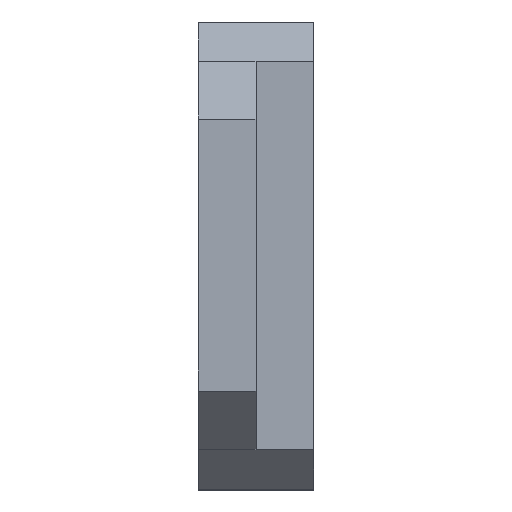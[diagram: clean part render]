
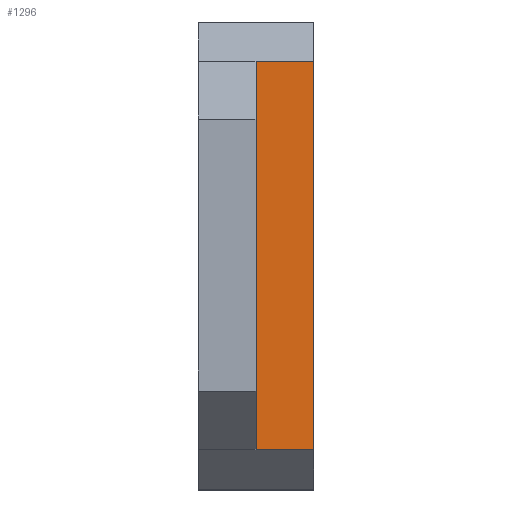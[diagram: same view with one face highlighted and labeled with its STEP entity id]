
A CAD part, top view. The second image highlights one B-rep face of the part: STEP entity #1296.
In plain terms, the highlighted planar face has unit normal (0, 0, 1).
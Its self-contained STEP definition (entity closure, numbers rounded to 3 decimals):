
#66=PLANE('',#1427);
#119=FACE_OUTER_BOUND('',#195,.T.);
#195=EDGE_LOOP('',(#1057,#1058,#1059,#1060));
#380=LINE('',#2255,#482);
#386=LINE('',#2271,#488);
#387=LINE('',#2272,#489);
#388=LINE('',#2273,#490);
#482=VECTOR('',#1712,10.);
#488=VECTOR('',#1728,10.);
#489=VECTOR('',#1729,10.);
#490=VECTOR('',#1730,10.);
#621=VERTEX_POINT('',#2253);
#622=VERTEX_POINT('',#2254);
#626=VERTEX_POINT('',#2269);
#627=VERTEX_POINT('',#2270);
#779=EDGE_CURVE('',#621,#622,#380,.T.);
#787=EDGE_CURVE('',#626,#627,#386,.T.);
#788=EDGE_CURVE('',#626,#621,#387,.T.);
#789=EDGE_CURVE('',#627,#622,#388,.T.);
#1057=ORIENTED_EDGE('',*,*,#787,.F.);
#1058=ORIENTED_EDGE('',*,*,#788,.T.);
#1059=ORIENTED_EDGE('',*,*,#779,.T.);
#1060=ORIENTED_EDGE('',*,*,#789,.F.);
#1296=ADVANCED_FACE('',(#119),#66,.F.);
#1427=AXIS2_PLACEMENT_3D('',#2268,#1726,#1727);
#1712=DIRECTION('',(0.,-1.,0.));
#1726=DIRECTION('center_axis',(0.,0.,
-1.));
#1727=DIRECTION('ref_axis',(0.,-1.,0.));
#1728=DIRECTION('',(0.,-1.,0.));
#1729=DIRECTION('',(-1.,0.,0.));
#1730=DIRECTION('',(-1.,0.,0.));
#2253=CARTESIAN_POINT('',(-438.5,21.353,135.546));
#2254=CARTESIAN_POINT('',(-438.5,-12.119,135.546));
#2255=CARTESIAN_POINT('',(-438.5,-12.119,135.546));
#2268=CARTESIAN_POINT('Origin',(-433.5,21.353,135.546));
#2269=CARTESIAN_POINT('',(-433.5,21.353,135.546));
#2270=CARTESIAN_POINT('',(-433.5,-12.119,135.546));
#2271=CARTESIAN_POINT('',(-433.5,12.985,135.546));
#2272=CARTESIAN_POINT('',(-435.5,21.353,135.546));
#2273=CARTESIAN_POINT('',(-435.5,-12.119,135.546));
